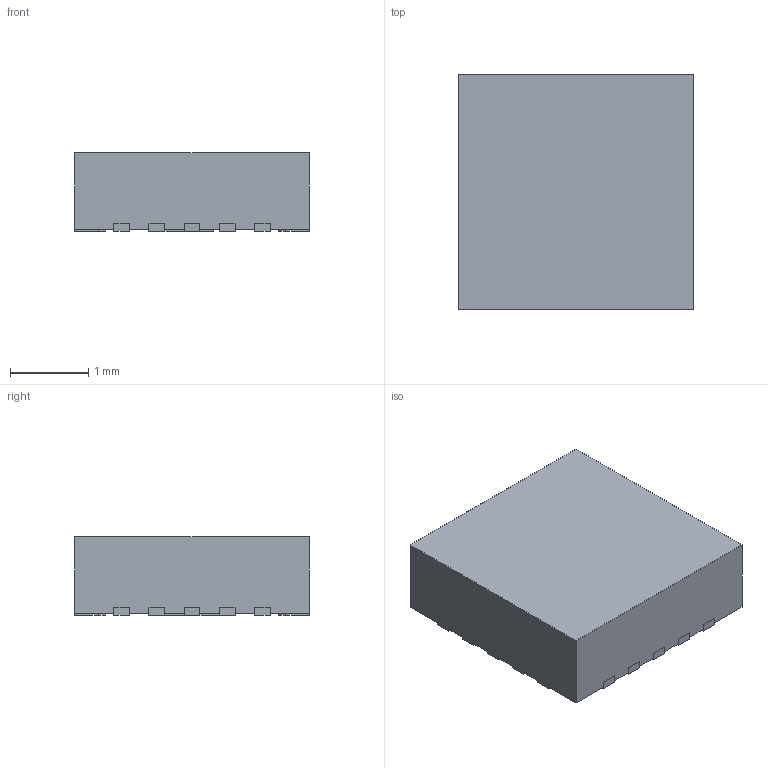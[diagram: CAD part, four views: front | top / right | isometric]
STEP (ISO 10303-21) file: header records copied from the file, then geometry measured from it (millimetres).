
FILE_DESCRIPTION((''),'2;1');
FILE_NAME('RJE0020A_ASM','2017-05-22T',('a0412086'),(''),'CREO PARAMETRIC BY PTC INC, 2016050','CREO PARAMETRIC BY PTC INC, 2016050','');
FILE_SCHEMA(('AUTOMOTIVE_DESIGN { 1 0 10303 214 1 1 1 1 }'));
Length unit declared in the file: millimetre
Products named in the file (3): FRAME; BODY; RJE0020A_ASM
Assembly tree (2 placements, depth 2):
  RJE0020A_ASM
    FRAME
    BODY
Bounding box: 3 x 3 x 1 mm (x, y, z)
Volume: 8.8 mm3; surface area: 37.6 mm2
Topology: 22 solids, 22 shells, 217 faces, 516 edges, 344 vertices
Faces by surface type: plane 179, cylinder 38
Entity records: 8197 total; most frequent: CARTESIAN_POINT 1089, DIRECTION 1036, ORIENTED_EDGE 1032, PRESENTATION_STYLE_ASSIGNMENT 559, STYLED_ITEM 538, CURVE_STYLE 516, EDGE_CURVE 516, VECTOR 440
